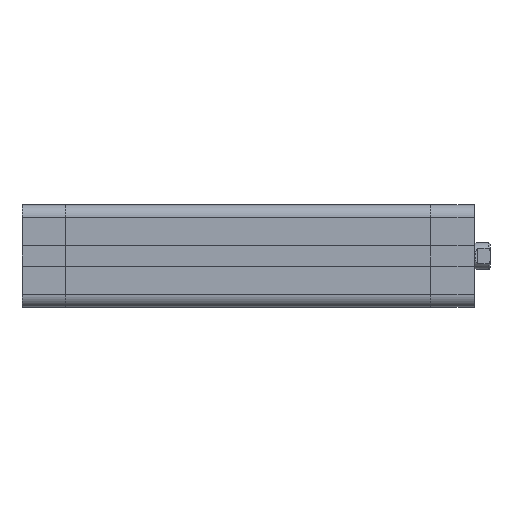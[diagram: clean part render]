
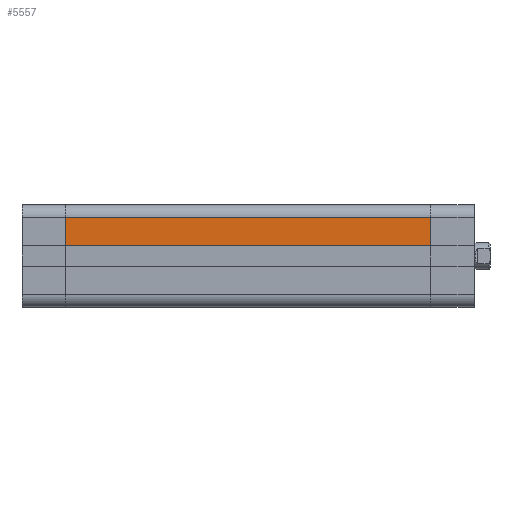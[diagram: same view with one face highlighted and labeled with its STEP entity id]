
A CAD part, front view. The second image highlights one B-rep face of the part: STEP entity #5557.
In plain terms, the highlighted planar face has unit normal (0, -1, 0).
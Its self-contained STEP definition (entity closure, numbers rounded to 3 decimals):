
#804 = FACE_OUTER_BOUND ( 'NONE', #6077, .T. ) ;
#1630 = CARTESIAN_POINT ( 'NONE',  ( -11., -14.5, -103.5 ) ) ;
#1631 = PLANE ( 'NONE',  #7391 ) ;
#1633 = DIRECTION ( 'NONE',  ( 0., -1., 0. ) ) ;
#1634 = DIRECTION ( 'NONE',  ( 0., 0., -1. ) ) ;
#2590 = CARTESIAN_POINT ( 'NONE',  ( -2.85, -14.5, 0. ) ) ;
#2593 = CARTESIAN_POINT ( 'NONE',  ( -2.85, -14.5, -103.5 ) ) ;
#2600 = CARTESIAN_POINT ( 'NONE',  ( -11., -14.5, -103.5 ) ) ;
#2610 = CARTESIAN_POINT ( 'NONE',  ( -11., -14.5, 0. ) ) ;
#3413 = CARTESIAN_POINT ( 'NONE',  ( -2.85, -14.5, -103.5 ) ) ;
#3415 = CARTESIAN_POINT ( 'NONE',  ( -11., -14.5, 0. ) ) ;
#3417 = DIRECTION ( 'NONE',  ( 1., 0., 0. ) ) ;
#3419 = DIRECTION ( 'NONE',  ( 0., 0., 1. ) ) ;
#3420 = CARTESIAN_POINT ( 'NONE',  ( -11., -14.5, -103.5 ) ) ;
#3421 = DIRECTION ( 'NONE',  ( 1., 0., 0. ) ) ;
#3562 = CARTESIAN_POINT ( 'NONE',  ( -11., -14.5, -103.5 ) ) ;
#3570 = DIRECTION ( 'NONE',  ( 0., 0., 1. ) ) ;
#4187 = VECTOR ( 'NONE', #3417, 1000. ) ;
#4189 = LINE ( 'NONE', #3415, #4187 ) ;
#4195 = VECTOR ( 'NONE', #3419, 1000. ) ;
#4196 = LINE ( 'NONE', #3420, #4200 ) ;
#4197 = LINE ( 'NONE', #3413, #4195 ) ;
#4200 = VECTOR ( 'NONE', #3421, 1000. ) ;
#4301 = LINE ( 'NONE', #3562, #4307 ) ;
#4307 = VECTOR ( 'NONE', #3570, 1000. ) ;
#5557 = ADVANCED_FACE ( 'NONE', ( #804 ), #1631, .T. ) ;
#5856 = ORIENTED_EDGE ( 'NONE', *, *, #6865, .T. ) ;
#5857 = ORIENTED_EDGE ( 'NONE', *, *, #6863, .F. ) ;
#5858 = ORIENTED_EDGE ( 'NONE', *, *, #6960, .F. ) ;
#5859 = ORIENTED_EDGE ( 'NONE', *, *, #6866, .T. ) ;
#6077 = EDGE_LOOP ( 'NONE', ( #5856, #5857, #5858, #5859 ) ) ;
#6493 = VERTEX_POINT ( 'NONE', #2590 ) ;
#6496 = VERTEX_POINT ( 'NONE', #2593 ) ;
#6503 = VERTEX_POINT ( 'NONE', #2600 ) ;
#6513 = VERTEX_POINT ( 'NONE', #2610 ) ;
#6863 = EDGE_CURVE ( 'NONE', #6513, #6493, #4189, .T. ) ;
#6865 = EDGE_CURVE ( 'NONE', #6496, #6493, #4197, .T. ) ;
#6866 = EDGE_CURVE ( 'NONE', #6503, #6496, #4196, .T. ) ;
#6960 = EDGE_CURVE ( 'NONE', #6503, #6513, #4301, .T. ) ;
#7391 = AXIS2_PLACEMENT_3D ( 'NONE', #1630, #1633, #1634 ) ;
